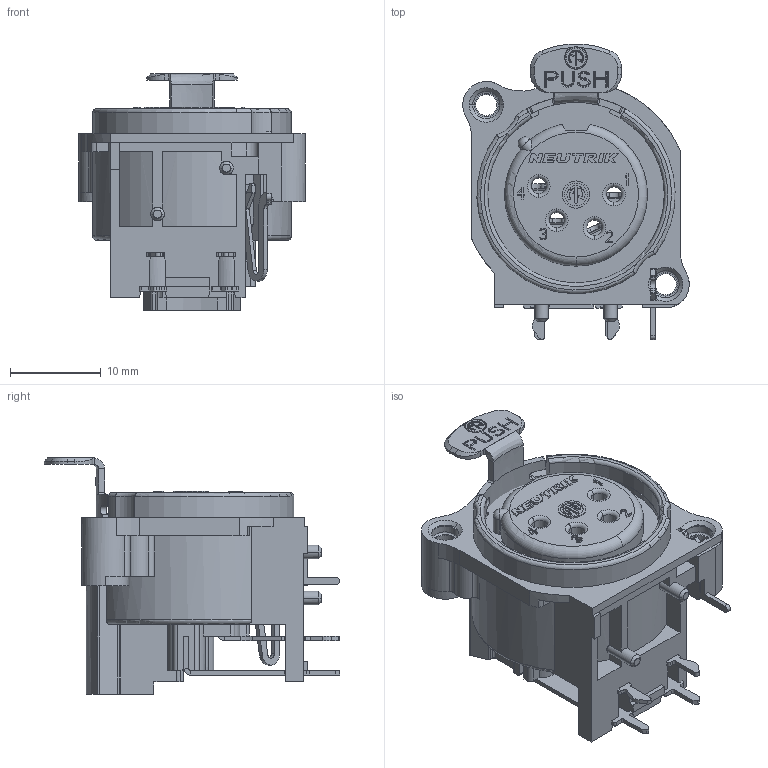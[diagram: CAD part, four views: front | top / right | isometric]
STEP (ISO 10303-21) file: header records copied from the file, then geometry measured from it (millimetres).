
FILE_DESCRIPTION((''),'2;1');
FILE_NAME('NC4FAH-0','2022-09-02T10:00:43',('phk'),(''),'CREO PARAMETRIC BY PTC INC, 2021184','CREO PARAMETRIC BY PTC INC, 2021184','');
FILE_SCHEMA(('CONFIG_CONTROL_DESIGN'));
Length unit declared in the file: millimetre
Products named in the file (1): NC4FAH-0
Bounding box: 25 x 32.61 x 26.1 mm (x, y, z)
Volume: 6271.4 mm3; surface area: 6858.1 mm2
Topology: 2 solids, 5 shells, 1740 faces, 4826 edges, 3061 vertices
Faces by surface type: plane 1209, cylinder 355, bspline 64, cone 56, torus 51, sphere 3, extrusion 2
Entity records: 57544 total; most frequent: CARTESIAN_POINT 13240, ORIENTED_EDGE 9628, DIRECTION 8757, EDGE_CURVE 4814, VECTOR 3515, LINE 3513, VERTEX_POINT 3062, AXIS2_PLACEMENT_3D 2621
